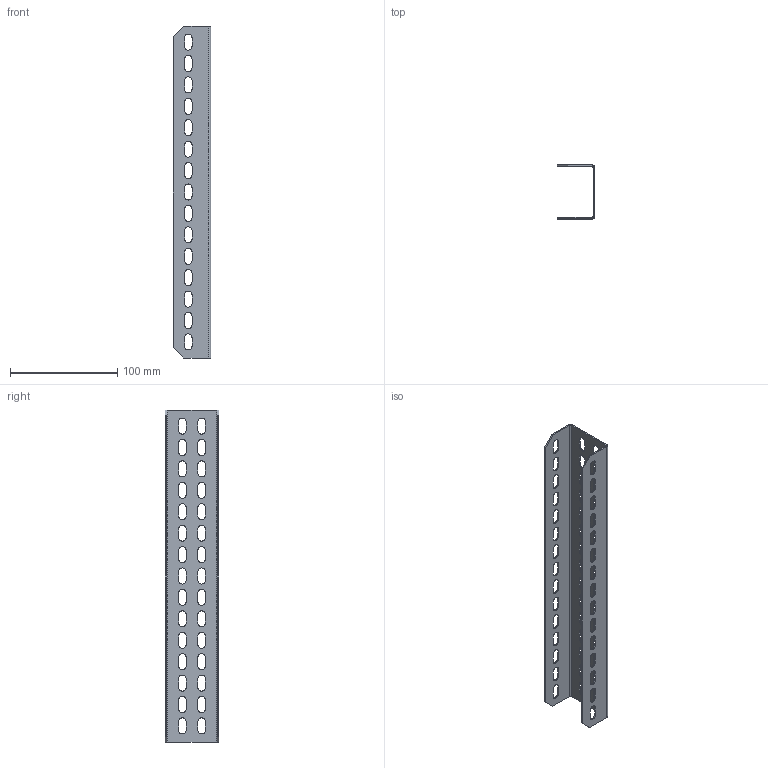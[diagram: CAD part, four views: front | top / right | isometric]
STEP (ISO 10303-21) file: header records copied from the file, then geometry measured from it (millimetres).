
FILE_DESCRIPTION (( 'STEP AP214' ), '1' );
FILE_NAME ('mb-15-rp-45 Ðåéêà ïîïåðå÷íàÿ äëÿ ÂÐÓ Unit ãëóáèíîé 450ìì.STEP', '2020-02-14T07:04:16', ( '' ), ( '' ), 'SwSTEP 2.0', 'SolidWorks 2019', '' );
FILE_SCHEMA (( 'AUTOMOTIVE_DESIGN' ));
Length unit declared in the file: millimetre
Products named in the file (2): mb-15-rp-45 Ðåéêà ïîïåðå÷íàÿ äëÿ ÂÐÓ Unit ãëóáèíîé 450ìì; ÃÌÐÔ.015.10.00.02 Ðåéêà ïîïåðå÷íàÿ_00
Assembly tree (1 placements, depth 2):
  mb-15-rp-45 Ðåéêà ïîïåðå÷íàÿ äëÿ ÂÐÓ Unit ãëóáèíîé 450ìì
    ÃÌÐÔ.015.10.00.02 Ðåéêà ïîïåðå÷íàÿ_00
Bounding box: 35 x 50 x 310 mm (x, y, z)
Volume: 36097.6 mm3; surface area: 63892.2 mm2
Topology: 1 solids, 1 shells, 296 faces, 866 edges, 572 vertices
Faces by surface type: cylinder 154, plane 142
Entity records: 10196 total; most frequent: DIRECTION 1774, CARTESIAN_POINT 1738, ORIENTED_EDGE 1732, EDGE_CURVE 866, AXIS2_PLACEMENT_3D 608, VERTEX_POINT 572, VECTOR 558, LINE 558
